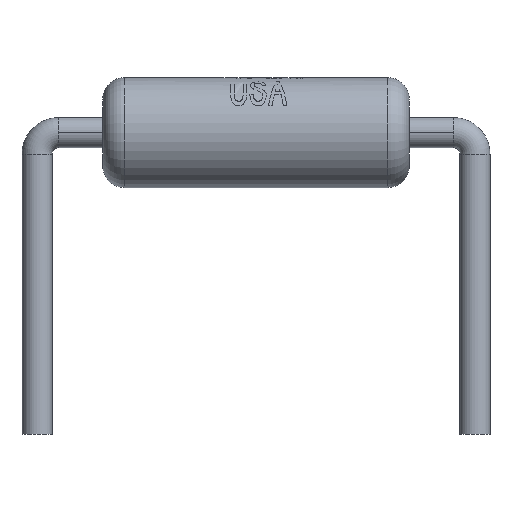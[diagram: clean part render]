
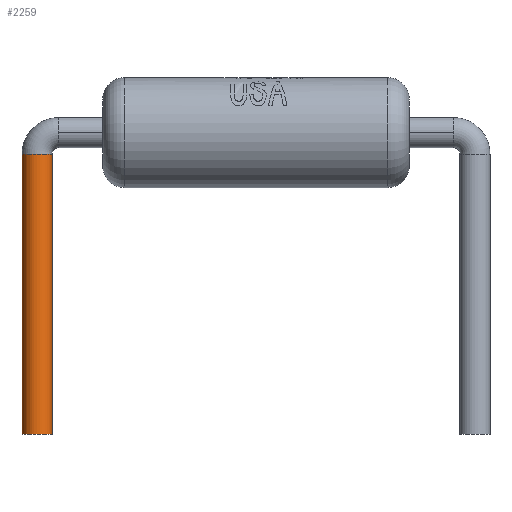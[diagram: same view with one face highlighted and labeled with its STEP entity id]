
A CAD part, top view. The second image highlights one B-rep face of the part: STEP entity #2259.
In plain terms, the highlighted cylindrical face has radius 0.35 mm (diameter 0.7 mm), a partial arc.
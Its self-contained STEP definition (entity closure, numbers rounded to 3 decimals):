
#653 = DIRECTION ( 'NONE',  ( 0., 1., 0. ) ) ;
#658 = CARTESIAN_POINT ( 'NONE',  ( 0., 5.5, 0. ) ) ;
#681 = DIRECTION ( 'NONE',  ( 0., 0., 1. ) ) ;
#731 = CARTESIAN_POINT ( 'NONE',  ( -0.35, 5.5, 0. ) ) ;
#735 = DIRECTION ( 'NONE',  ( 0., -1., 0. ) ) ;
#900 = AXIS2_PLACEMENT_3D ( 'NONE', #658, #653, #681 ) ;
#963 = AXIS2_PLACEMENT_3D ( 'NONE', #2591, #2585, #2609 ) ;
#1027 = AXIS2_PLACEMENT_3D ( 'NONE', #2526, #2552, #2558 ) ;
#1139 = CYLINDRICAL_SURFACE ( 'NONE', #1027, 0.35 ) ;
#1155 = FACE_OUTER_BOUND ( 'NONE', #2286, .T. ) ;
#1302 = LINE ( 'NONE', #731, #1311 ) ;
#1311 = VECTOR ( 'NONE', #735, 1000. ) ;
#1336 = CIRCLE ( 'NONE', #900, 0.35 ) ;
#1341 = VECTOR ( 'NONE', #2492, 1000. ) ;
#1344 = LINE ( 'NONE', #2501, #1341 ) ;
#1368 = CIRCLE ( 'NONE', #963, 0.35 ) ;
#1438 = ORIENTED_EDGE ( 'NONE', *, *, #2151, .F. ) ;
#1439 = ORIENTED_EDGE ( 'NONE', *, *, #2137, .T. ) ;
#1444 = ORIENTED_EDGE ( 'NONE', *, *, #2183, .F. ) ;
#1450 = ORIENTED_EDGE ( 'NONE', *, *, #2188, .T. ) ;
#1718 = VERTEX_POINT ( 'NONE', #1831 ) ;
#1727 = VERTEX_POINT ( 'NONE', #1869 ) ;
#1750 = VERTEX_POINT ( 'NONE', #1826 ) ;
#1761 = VERTEX_POINT ( 'NONE', #1873 ) ;
#1826 = CARTESIAN_POINT ( 'NONE',  ( 0.35, 5.5, 0. ) ) ;
#1831 = CARTESIAN_POINT ( 'NONE',  ( -0.35, 5.5, 0. ) ) ;
#1869 = CARTESIAN_POINT ( 'NONE',  ( 0.35, -1., 0. ) ) ;
#1873 = CARTESIAN_POINT ( 'NONE',  ( -0.35, -1., 0. ) ) ;
#2137 = EDGE_CURVE ( 'NONE', #1718, #1761, #1302, .T. ) ;
#2151 = EDGE_CURVE ( 'NONE', #1718, #1750, #1336, .T. ) ;
#2183 = EDGE_CURVE ( 'NONE', #1750, #1727, #1344, .T. ) ;
#2188 = EDGE_CURVE ( 'NONE', #1761, #1727, #1368, .T. ) ;
#2259 = ADVANCED_FACE ( 'NONE', ( #1155 ), #1139, .T. ) ;
#2286 = EDGE_LOOP ( 'NONE', ( #1438, #1439, #1450, #1444 ) ) ;
#2492 = DIRECTION ( 'NONE',  ( 0., -1., 0. ) ) ;
#2501 = CARTESIAN_POINT ( 'NONE',  ( 0.35, 5.5, 0. ) ) ;
#2526 = CARTESIAN_POINT ( 'NONE',  ( 0., 5.5, 0. ) ) ;
#2552 = DIRECTION ( 'NONE',  ( 0., -1., 0. ) ) ;
#2558 = DIRECTION ( 'NONE',  ( 1., 0., 0. ) ) ;
#2585 = DIRECTION ( 'NONE',  ( 0., 1., 0. ) ) ;
#2591 = CARTESIAN_POINT ( 'NONE',  ( 0., -1., 0. ) ) ;
#2609 = DIRECTION ( 'NONE',  ( 0., 0., 1. ) ) ;
